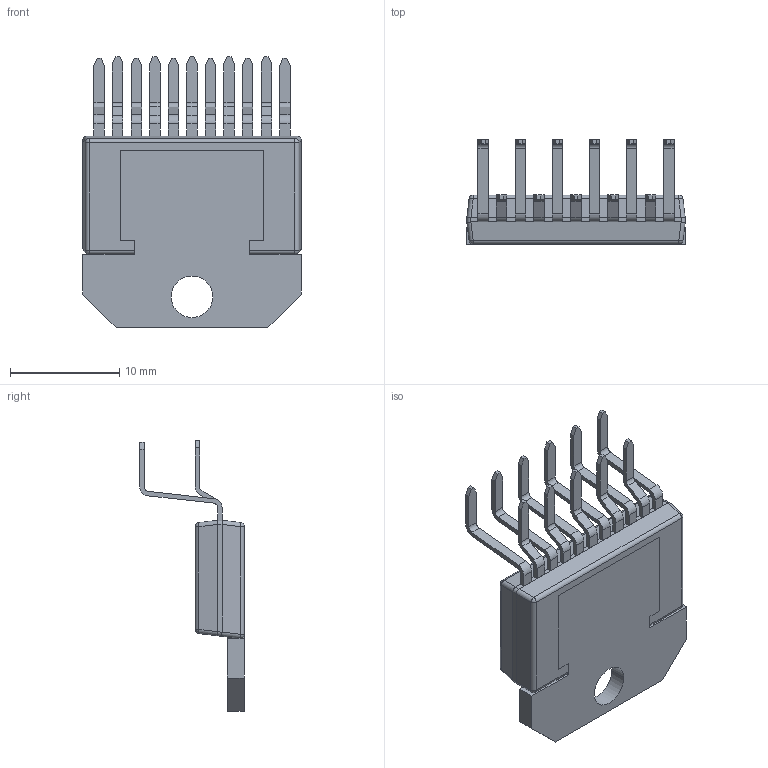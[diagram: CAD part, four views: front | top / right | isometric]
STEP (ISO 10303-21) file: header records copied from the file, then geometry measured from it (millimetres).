
FILE_DESCRIPTION((''),'2;1');
FILE_NAME('TA11B_ASM','2010-03-11T',('CKXSSC'),(''),'PRO/ENGINEER BY PARAMETRIC TECHNOLOGY CORPORATION, 2009060','PRO/ENGINEER BY PARAMETRIC TECHNOLOGY CORPORATION, 2009060','');
FILE_SCHEMA(('AUTOMOTIVE_DESIGN_CC2 { 1 2 10303 214 -1 1 5 2 }'));
Length unit declared in the file: inch
Products named in the file (5): HTSINK_TA11B; BODY_TA11B; LEAD_LG_TA11B; LEAD_SH_TA11B; TA11B_ASM
Assembly tree (13 placements, depth 2):
  TA11B_ASM
    HTSINK_TA11B
    BODY_TA11B
    LEAD_LG_TA11B  x6
    LEAD_SH_TA11B  x5
Bounding box: 20.02 x 9.58 x 24.79 mm (x, y, z)
Volume: 1150.5 mm3; surface area: 1575.2 mm2
Topology: 13 solids, 13 shells, 256 faces, 671 edges, 433 vertices
Faces by surface type: plane 175, cylinder 71, sphere 10
Entity records: 4438 total; most frequent: CARTESIAN_POINT 690, DIRECTION 579, ORIENTED_EDGE 566, PRESENTATION_STYLE_ASSIGNMENT 287, STYLED_ITEM 287, CURVE_STYLE 283, EDGE_CURVE 283, VECTOR 203
